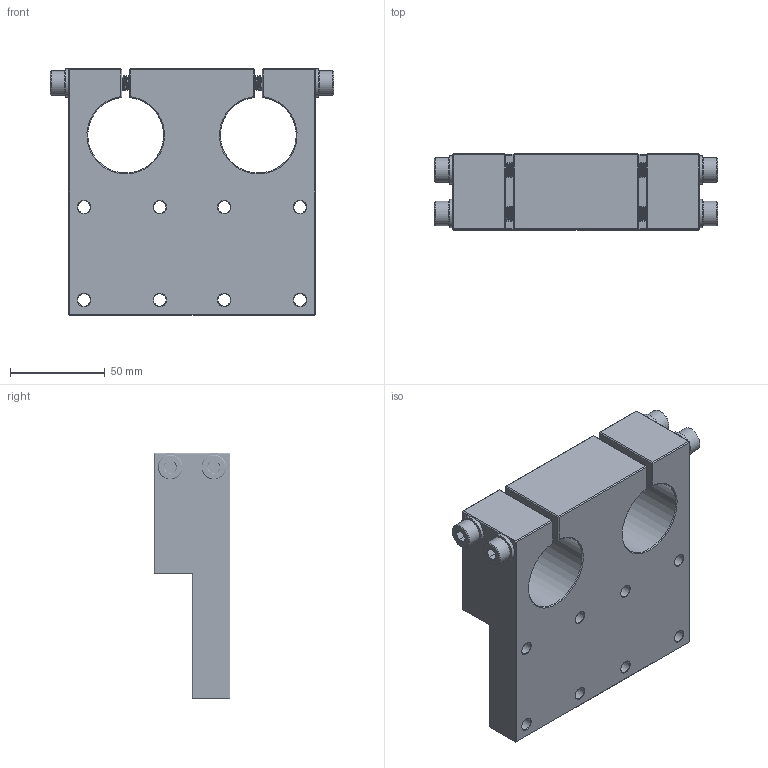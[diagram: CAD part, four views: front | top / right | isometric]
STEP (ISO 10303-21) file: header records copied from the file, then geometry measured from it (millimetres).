
FILE_DESCRIPTION(/* description */ (''),/* implementation_level */ '2;1');
FILE_NAME(/* name */ 'edc769a8-dee6-4096-ace2-442cb6c16963.stp',/* time_stamp */ '2020-10-26T19:33:02+00:00',/* author */ (''),/* organization */ (''),/* preprocessor_version */ 'ST-DEVELOPER v18.1',/* originating_system */ 'Autodesk Translation Framework v9.3.0.1241',/* authorisation */ '');
FILE_SCHEMA (('AUTOMOTIVE_DESIGN { 1 0 10303 214 3 1 1 }'));
Products named in the file (4): SD 01.002; SD 01.002_1; Washer_8; Socket_head_screw_M8
Assembly tree (9 placements, depth 2):
  SD 01.002
    Washer_8  x4
    Socket_head_screw_M8  x4
    SD 01.002_1
Bounding box: 149.6 x 40 x 130 mm (x, y, z)
Volume: 397989.1 mm3; surface area: 77509.6 mm2
Topology: 9 solids, 9 shells, 727 faces, 1951 edges, 1254 vertices
Faces by surface type: cylinder 514, plane 125, cone 64, bspline 24
Full cylindrical faces by diameter (mm): 6.376 x84, 6.6 x8, 6.779 x76, 8 x88, 8.17 x40, 8.4 x4, 13 x4, 15 x4
Entity records: 39051 total; most frequent: CARTESIAN_POINT 27596, ORIENTED_EDGE 2756, DIRECTION 1732, EDGE_CURVE 1378, VERTEX_POINT 885, B_SPLINE_CURVE_WITH_KNOTS 751, AXIS2_PLACEMENT_3D 611, EDGE_LOOP 537
